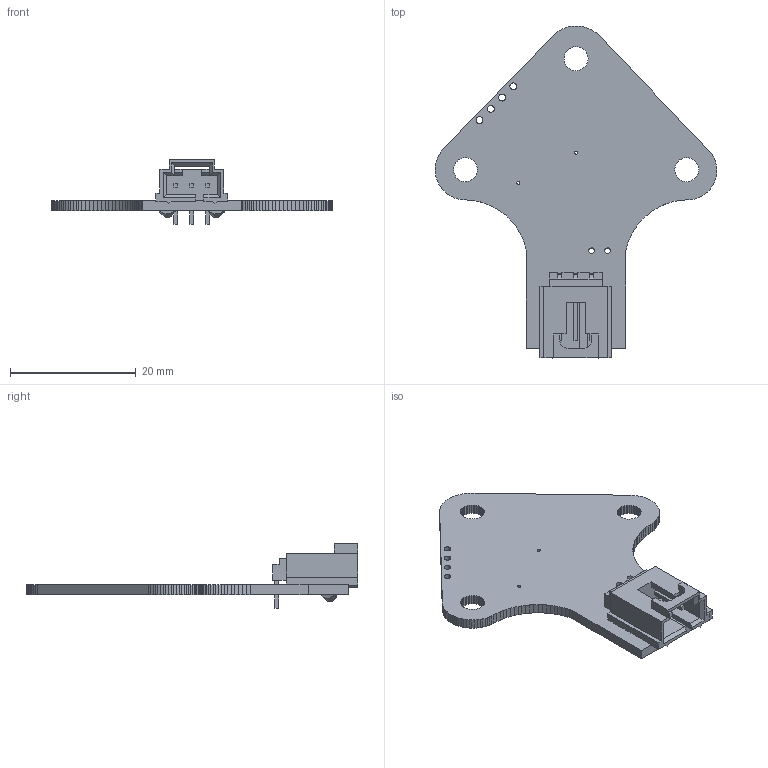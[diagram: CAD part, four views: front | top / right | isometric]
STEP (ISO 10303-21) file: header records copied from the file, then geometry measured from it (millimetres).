
FILE_DESCRIPTION(('KiCad electronic assembly'),'2;1');
FILE_NAME('4272MAVCoder_R4.step','2023-10-09T19:16:17',('Pcbnew'),( 'Kicad'),'Open CASCADE STEP processor 7.6','KiCad to STEP converter' ,'Unknown');
FILE_SCHEMA(('AUTOMOTIVE_DESIGN { 1 0 10303 214 1 1 1 1 }'));
Length unit declared in the file: millimetre
Products named in the file (4): 4272MAVCoder_R4 1; 70555-0037; COMPOUND; PCB
Assembly tree (3 placements, depth 3):
  4272MAVCoder_R4 1
    70555-0037
      COMPOUND
    PCB
Bounding box: 44.79 x 52.81 x 10.29 mm (x, y, z)
Volume: 2289.7 mm3; surface area: 3558.2 mm2
Topology: 2 solids, 2 shells, 417 faces, 1226 edges, 826 vertices
Faces by surface type: plane 388, cylinder 21, cone 4, bspline 4
Full cylindrical faces by diameter (mm): 0.5 x2, 0.9 x2, 1.09 x7, 3.4 x2
Entity records: 30760 total; most frequent: CARTESIAN_POINT 6539, DIRECTION 4402, LINE 3438, VECTOR 3438, ORIENTED_EDGE 2414, PCURVE 2414, DEFINITIONAL_REPRESENTATION 2414, EDGE_CURVE 1207
